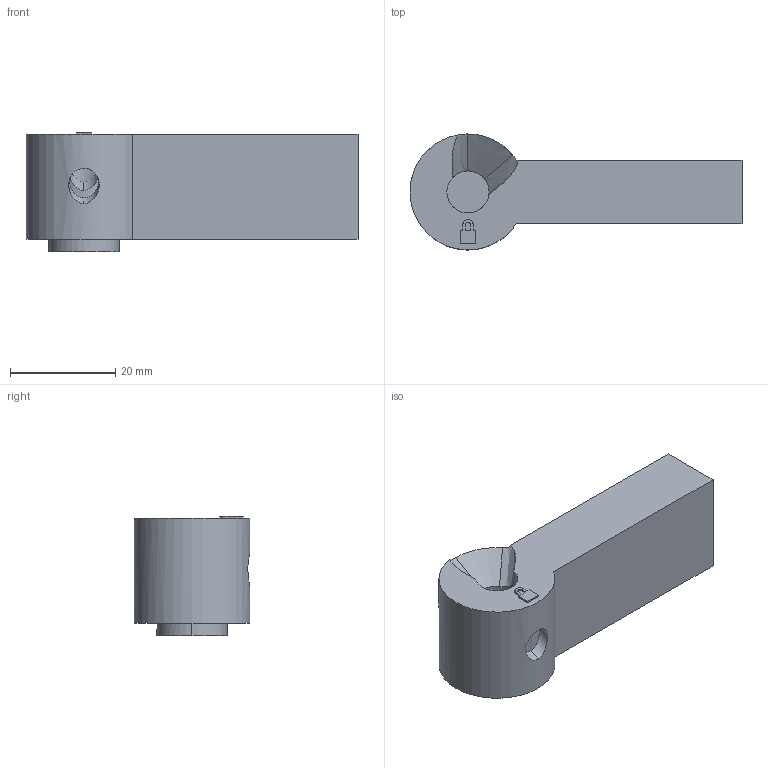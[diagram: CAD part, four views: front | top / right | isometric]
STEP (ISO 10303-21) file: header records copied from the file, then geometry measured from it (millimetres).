
FILE_DESCRIPTION((''),'2;1');
FILE_NAME('ASM0001_ASM','2023-08-30T07:56:00',('klemen.sitar'),('Audax d.o.o.'),'CREO PARAMETRIC BY PTC INC, 2021304','CREO PARAMETRIC BY PTC INC, 2021304','');
FILE_SCHEMA(('AP242_MANAGED_MODEL_BASED_3D_ENGINEERING_MIM_LF { 1 0 10303 442 1 1 4 }'));
Length unit declared in the file: metre
Products named in the file (2): 44395012; ASM0001_ASM
Assembly tree (1 placements, depth 2):
  ASM0001_ASM
    44395012
Bounding box: 63 x 22 x 22.6 mm (x, y, z)
Volume: 15529.3 mm3; surface area: 6303.8 mm2
Topology: 1 solids, 1 shells, 45 faces, 126 edges, 86 vertices
Faces by surface type: plane 30, cylinder 12, bspline 2, cone 1
Entity records: 2771 total; most frequent: CARTESIAN_POINT 758, ORIENTED_EDGE 252, DIRECTION 219, PRESENTATION_STYLE_ASSIGNMENT 172, STYLED_ITEM 172, CURVE_STYLE 126, EDGE_CURVE 126, VERTEX_POINT 86
